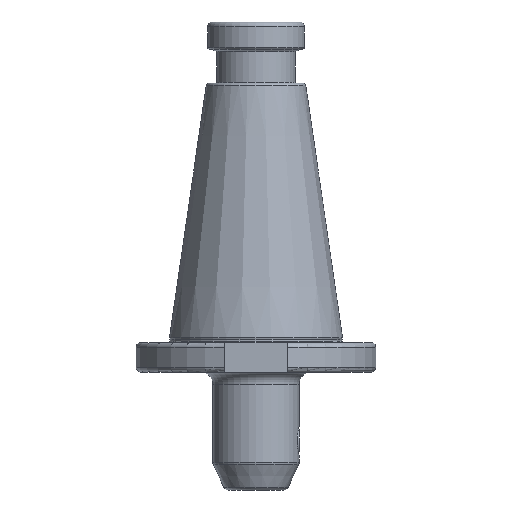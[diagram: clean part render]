
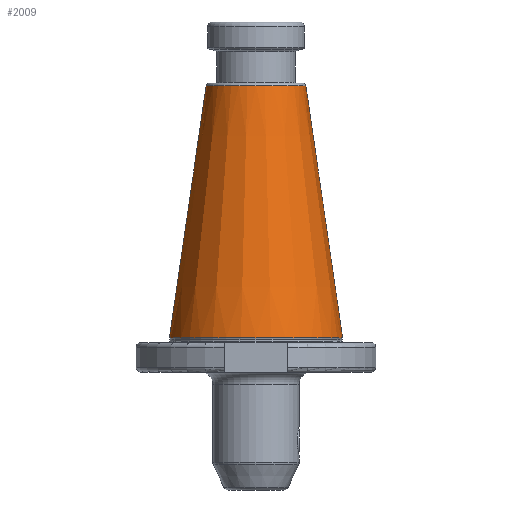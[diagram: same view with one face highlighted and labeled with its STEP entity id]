
A CAD part, left-side view. The second image highlights one B-rep face of the part: STEP entity #2009.
In plain terms, the highlighted conical face has half-angle 8.297 degrees and reference radius 27.65 mm.
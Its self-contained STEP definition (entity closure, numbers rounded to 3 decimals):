
#338=CARTESIAN_POINT('',(0,0,116.173));
#339=DIRECTION('',(0,0,1));
#340=DIRECTION('',(0,1,0));
#341=AXIS2_PLACEMENT_3D('',#338,#339,#340);
#343=DIRECTION('',(0,-0.144,0.99));
#344=VECTOR('',#343,103.254);
#345=CARTESIAN_POINT('',(0,35.1,14));
#346=LINE('',#345,#344);
#347=DIRECTION('',(0,0.144,0.99));
#348=VECTOR('',#347,103.254);
#349=CARTESIAN_POINT('',(0,-35.1,14));
#350=LINE('',#349,#348);
#351=CARTESIAN_POINT('',(0,0,14));
#352=DIRECTION('',(0,0,1));
#353=DIRECTION('',(0,1,0));
#354=AXIS2_PLACEMENT_3D('',#351,#352,#353);
#1259=CARTESIAN_POINT('',(0,35.1,14));
#1260=VERTEX_POINT('',#1259);
#1261=CARTESIAN_POINT('',(0,20.2,116.173));
#1262=VERTEX_POINT('',#1261);
#1299=CARTESIAN_POINT('',(0,-35.1,14));
#1300=VERTEX_POINT('',#1299);
#1301=CARTESIAN_POINT('',(0,-20.2,116.173));
#1302=VERTEX_POINT('',#1301);
#1995=CARTESIAN_POINT('',(0,0,65.087));
#1996=DIRECTION('',(0,0,-1));
#1997=DIRECTION('',(0,-1,0));
#1998=AXIS2_PLACEMENT_3D('',#1995,#1996,#1997);
#1999=CONICAL_SURFACE('',#1998,27.65,8.297);
#2001=ORIENTED_EDGE('',*,*,#2000,.T.);
#2002=ORIENTED_EDGE('',*,*,#1990,.T.);
#2004=ORIENTED_EDGE('',*,*,#2003,.F.);
#2006=ORIENTED_EDGE('',*,*,#2005,.F.);
#2007=EDGE_LOOP('',(#2001,#2002,#2004,#2006));
#2008=FACE_OUTER_BOUND('',#2007,.F.);
#2009=ADVANCED_FACE('',(#2008),#1999,.T.);
#342=CIRCLE('',#341,20.2);
#355=CIRCLE('',#354,35.1);
#1990=EDGE_CURVE('',#1262,#1302,#342,.T.);
#2000=EDGE_CURVE('',#1260,#1262,#346,.T.);
#2003=EDGE_CURVE('',#1300,#1302,#350,.T.);
#2005=EDGE_CURVE('',#1260,#1300,#355,.T.);
